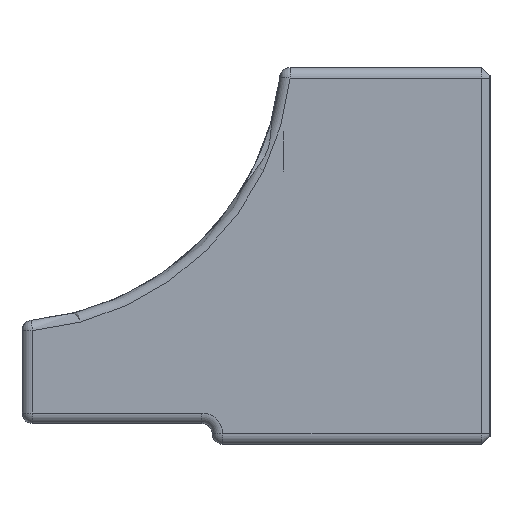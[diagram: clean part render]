
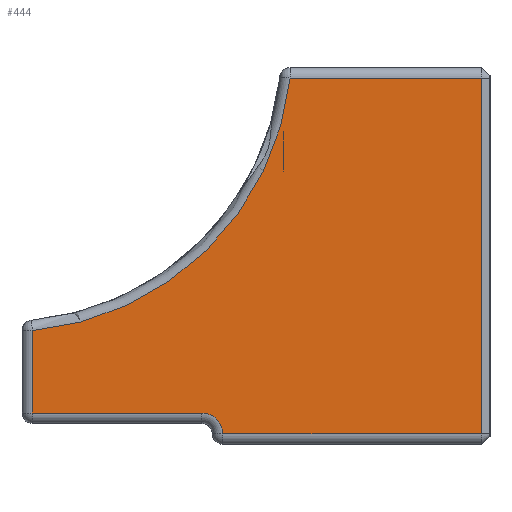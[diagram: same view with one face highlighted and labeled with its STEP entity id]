
A CAD part, left-side view. The second image highlights one B-rep face of the part: STEP entity #444.
In plain terms, the highlighted planar face has unit normal (-1, 0, 0).
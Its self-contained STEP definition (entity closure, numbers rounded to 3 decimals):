
#25 = DIRECTION ( 'NONE',  ( 0., 0., 1. ) ) ;
#152 = DIRECTION ( 'NONE',  ( 0., 1., 0. ) ) ;
#258 = DIRECTION ( 'NONE',  ( 0., 0., -1. ) ) ;
#276 = VERTEX_POINT ( 'NONE', #2218 ) ;
#370 = CIRCLE ( 'NONE', #2677, 1. ) ;
#379 = CARTESIAN_POINT ( 'NONE',  ( -22.5, 0., 0.5 ) ) ;
#397 = VERTEX_POINT ( 'NONE', #1784 ) ;
#402 = VERTEX_POINT ( 'NONE', #2023 ) ;
#444 = ADVANCED_FACE ( 'NONE', ( #1548 ), #1331, .F. ) ;
#461 = DIRECTION ( 'NONE',  ( 1., 0., 0. ) ) ;
#580 = AXIS2_PLACEMENT_3D ( 'NONE', #2333, #461, #258 ) ;
#594 = VECTOR ( 'NONE', #25, 1000. ) ;
#624 = CARTESIAN_POINT ( 'NONE',  ( -22.5, 9.545, 17.5 ) ) ;
#650 = ORIENTED_EDGE ( 'NONE', *, *, #2695, .T. ) ;
#657 = CARTESIAN_POINT ( 'NONE',  ( -22.5, 0., 18. ) ) ;
#713 = EDGE_CURVE ( 'NONE', #2635, #2070, #2866, .T. ) ;
#742 = VERTEX_POINT ( 'NONE', #2439 ) ;
#745 = DIRECTION ( 'NONE',  ( -1., 0., 0. ) ) ;
#840 = CARTESIAN_POINT ( 'NONE',  ( -22.5, 10., 17.5 ) ) ;
#876 = LINE ( 'NONE', #379, #1762 ) ;
#950 = CARTESIAN_POINT ( 'NONE',  ( -22.5, 21.857, 5.435 ) ) ;
#962 = ORIENTED_EDGE ( 'NONE', *, *, #2330, .T. ) ;
#1005 = CARTESIAN_POINT ( 'NONE',  ( -22.5, 21.857, 1.5 ) ) ;
#1084 = DIRECTION ( 'NONE',  ( 0., 0., -1. ) ) ;
#1178 = CIRCLE ( 'NONE', #580, 13.618 ) ;
#1184 = LINE ( 'NONE', #1547, #2462 ) ;
#1276 = VECTOR ( 'NONE', #152, 1000. ) ;
#1313 = ORIENTED_EDGE ( 'NONE', *, *, #1580, .F. ) ;
#1331 = PLANE ( 'NONE',  #2255 ) ;
#1350 = VERTEX_POINT ( 'NONE', #624 ) ;
#1404 = DIRECTION ( 'NONE',  ( 1., 0., 0. ) ) ;
#1419 = EDGE_CURVE ( 'NONE', #742, #397, #876, .T. ) ;
#1525 = DIRECTION ( 'NONE',  ( 0., -1., 0. ) ) ;
#1547 = CARTESIAN_POINT ( 'NONE',  ( -22.5, 0., 1.5 ) ) ;
#1548 = FACE_OUTER_BOUND ( 'NONE', #2813, .T. ) ;
#1580 = EDGE_CURVE ( 'NONE', #742, #402, #370, .T. ) ;
#1613 = DIRECTION ( 'NONE',  ( 0., 0., -1. ) ) ;
#1621 = ORIENTED_EDGE ( 'NONE', *, *, #1419, .T. ) ;
#1725 = CARTESIAN_POINT ( 'NONE',  ( -22.5, 21.857, 18. ) ) ;
#1762 = VECTOR ( 'NONE', #1525, 1000. ) ;
#1784 = CARTESIAN_POINT ( 'NONE',  ( -22.5, 0.4, 0.5 ) ) ;
#1831 = ORIENTED_EDGE ( 'NONE', *, *, #1917, .T. ) ;
#1843 = CARTESIAN_POINT ( 'NONE',  ( -22.5, 0.4, 18. ) ) ;
#1917 = EDGE_CURVE ( 'NONE', #1350, #2635, #1178, .T. ) ;
#1987 = ORIENTED_EDGE ( 'NONE', *, *, #2582, .T. ) ;
#2010 = DIRECTION ( 'NONE',  ( 0., 0., -1. ) ) ;
#2023 = CARTESIAN_POINT ( 'NONE',  ( -22.5, 13.77, 1.5 ) ) ;
#2070 = VERTEX_POINT ( 'NONE', #1005 ) ;
#2218 = CARTESIAN_POINT ( 'NONE',  ( -22.5, 0.4, 17.5 ) ) ;
#2255 = AXIS2_PLACEMENT_3D ( 'NONE', #657, #1404, #2010 ) ;
#2284 = ORIENTED_EDGE ( 'NONE', *, *, #713, .T. ) ;
#2330 = EDGE_CURVE ( 'NONE', #276, #1350, #2456, .T. ) ;
#2333 = CARTESIAN_POINT ( 'NONE',  ( -22.5, 23.08, 18.998 ) ) ;
#2439 = CARTESIAN_POINT ( 'NONE',  ( -22.5, 12.77, 0.5 ) ) ;
#2456 = LINE ( 'NONE', #840, #1276 ) ;
#2462 = VECTOR ( 'NONE', #2467, 1000. ) ;
#2467 = DIRECTION ( 'NONE',  ( 0., -1., 0. ) ) ;
#2582 = EDGE_CURVE ( 'NONE', #397, #276, #2709, .T. ) ;
#2635 = VERTEX_POINT ( 'NONE', #950 ) ;
#2677 = AXIS2_PLACEMENT_3D ( 'NONE', #2756, #745, #1613 ) ;
#2695 = EDGE_CURVE ( 'NONE', #2070, #402, #1184, .T. ) ;
#2709 = LINE ( 'NONE', #1843, #594 ) ;
#2756 = CARTESIAN_POINT ( 'NONE',  ( -22.5, 13.77, 0.5 ) ) ;
#2813 = EDGE_LOOP ( 'NONE', ( #1621, #1987, #962, #1831, #2284, #650, #1313 ) ) ;
#2855 = VECTOR ( 'NONE', #1084, 1000. ) ;
#2866 = LINE ( 'NONE', #1725, #2855 ) ;
